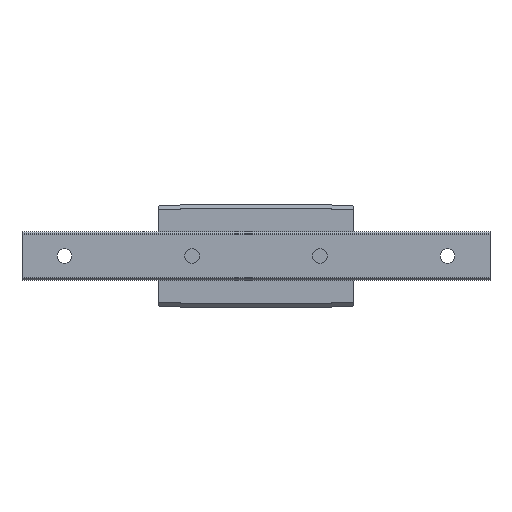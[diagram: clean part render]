
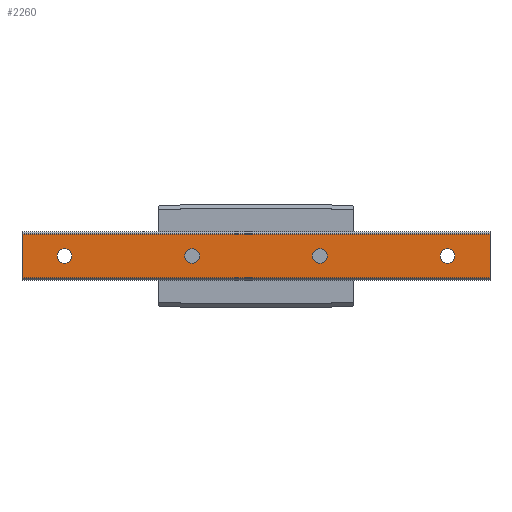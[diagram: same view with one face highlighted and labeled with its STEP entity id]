
A CAD part, front view. The second image highlights one B-rep face of the part: STEP entity #2260.
In plain terms, the highlighted planar face has unit normal (0, -1, 0).
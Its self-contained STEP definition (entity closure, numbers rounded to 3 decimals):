
#1384 = EDGE_CURVE( '', #3484, #1928, #3875, .T. );
#1812 = VERTEX_POINT( '', #4344 );
#1928 = VERTEX_POINT( '', #4472 );
#2094 = EDGE_CURVE( '', #2300, #2646, #4652, .T. );
#2208 = VERTEX_POINT( '', #4784 );
#2248 = VERTEX_POINT( '', #4829 );
#2260 = ADVANCED_FACE( '', ( #4843, #4844, #4845, #4846, #4847 ), #4848, .T. );
#2294 = EDGE_CURVE( '', #3202, #2700, #4888, .T. );
#2300 = VERTEX_POINT( '', #4894 );
#2536 = EDGE_CURVE( '', #1928, #3484, #5156, .T. );
#2646 = VERTEX_POINT( '', #5277 );
#2698 = EDGE_CURVE( '', #2880, #1812, #5334, .T. );
#2700 = VERTEX_POINT( '', #5336 );
#2792 = EDGE_CURVE( '', #2300, #2930, #5441, .T. );
#2842 = EDGE_CURVE( '', #2700, #3202, #5495, .T. );
#2880 = VERTEX_POINT( '', #5535 );
#2930 = VERTEX_POINT( '', #5594 );
#2964 = EDGE_CURVE( '', #1812, #2880, #5632, .T. );
#3076 = EDGE_CURVE( '', #2248, #3294, #5762, .T. );
#3112 = EDGE_CURVE( '', #2208, #2646, #5804, .T. );
#3202 = VERTEX_POINT( '', #5903 );
#3294 = VERTEX_POINT( '', #6000 );
#3484 = VERTEX_POINT( '', #6201 );
#3612 = EDGE_CURVE( '', #3294, #2248, #6337, .T. );
#3614 = EDGE_CURVE( '', #2930, #2208, #6339, .T. );
#3875 = CIRCLE( '', #6657, 3.5 );
#4344 = CARTESIAN_POINT( '', ( 176.5, 0., 0. ) );
#4472 = CARTESIAN_POINT( '', ( 116.5, 0., 0. ) );
#4652 = LINE( '', #7783, #7784 );
#4784 = CARTESIAN_POINT( '', ( 200., 0., -10.286 ) );
#4829 = CARTESIAN_POINT( '', ( 3.5, 0., 0. ) );
#4843 = FACE_BOUND( '', #8058, .T. );
#4844 = FACE_BOUND( '', #8059, .T. );
#4845 = FACE_BOUND( '', #8060, .T. );
#4846 = FACE_BOUND( '', #8061, .T. );
#4847 = FACE_OUTER_BOUND( '', #8062, .T. );
#4848 = PLANE( '', #8063 );
#4888 = CIRCLE( '', #8114, 3.5 );
#4894 = CARTESIAN_POINT( '', ( -20., 0., 10.286 ) );
#5156 = CIRCLE( '', #8487, 3.5 );
#5277 = CARTESIAN_POINT( '', ( 200., 0., 10.286 ) );
#5334 = CIRCLE( '', #8736, 3.5 );
#5336 = CARTESIAN_POINT( '', ( 63.5, 0., 0. ) );
#5441 = LINE( '', #8881, #8882 );
#5495 = CIRCLE( '', #8972, 3.5 );
#5535 = CARTESIAN_POINT( '', ( 183.5, 0., 0. ) );
#5594 = CARTESIAN_POINT( '', ( -20., 0., -10.286 ) );
#5632 = CIRCLE( '', #9147, 3.5 );
#5762 = CIRCLE( '', #9341, 3.5 );
#5804 = LINE( '', #9394, #9395 );
#5903 = CARTESIAN_POINT( '', ( 56.5, 0., 0. ) );
#6000 = CARTESIAN_POINT( '', ( -3.5, 0., 0. ) );
#6201 = CARTESIAN_POINT( '', ( 123.5, 0., 0. ) );
#6337 = CIRCLE( '', #10211, 3.5 );
#6339 = LINE( '', #10214, #10215 );
#6657 = AXIS2_PLACEMENT_3D( '', #10598, #10599, #10600 );
#7783 = CARTESIAN_POINT( '', ( -20., 0., 10.286 ) );
#7784 = VECTOR( '', #11445, 1. );
#8058 = EDGE_LOOP( '', ( #11715, #11716 ) );
#8059 = EDGE_LOOP( '', ( #11717, #11718 ) );
#8060 = EDGE_LOOP( '', ( #11719, #11720 ) );
#8061 = EDGE_LOOP( '', ( #11721, #11722 ) );
#8062 = EDGE_LOOP( '', ( #11723, #11724, #11725, #11726 ) );
#8063 = AXIS2_PLACEMENT_3D( '', #11727, #11728, #11729 );
#8114 = AXIS2_PLACEMENT_3D( '', #11778, #11779, #11780 );
#8487 = AXIS2_PLACEMENT_3D( '', #12080, #12081, #12082 );
#8736 = AXIS2_PLACEMENT_3D( '', #12276, #12277, #12278 );
#8881 = CARTESIAN_POINT( '', ( -20., 0., 10.286 ) );
#8882 = VECTOR( '', #12430, 1. );
#8972 = AXIS2_PLACEMENT_3D( '', #12498, #12499, #12500 );
#9147 = AXIS2_PLACEMENT_3D( '', #12710, #12711, #12712 );
#9341 = AXIS2_PLACEMENT_3D( '', #12901, #12902, #12903 );
#9394 = CARTESIAN_POINT( '', ( 200., 0., 10.286 ) );
#9395 = VECTOR( '', #12964, 1. );
#10211 = AXIS2_PLACEMENT_3D( '', #13435, #13436, #13437 );
#10214 = CARTESIAN_POINT( '', ( -20., 0., -10.286 ) );
#10215 = VECTOR( '', #13438, 1. );
#10598 = CARTESIAN_POINT( '', ( 120., 0., 0. ) );
#10599 = DIRECTION( '', ( 0., 1., 0. ) );
#10600 = DIRECTION( '', ( 1., 0., 0. ) );
#11445 = DIRECTION( '', ( 1., 0., 0. ) );
#11715 = ORIENTED_EDGE( '', *, *, #2842, .T. );
#11716 = ORIENTED_EDGE( '', *, *, #2294, .T. );
#11717 = ORIENTED_EDGE( '', *, *, #1384, .T. );
#11718 = ORIENTED_EDGE( '', *, *, #2536, .T. );
#11719 = ORIENTED_EDGE( '', *, *, #2698, .T. );
#11720 = ORIENTED_EDGE( '', *, *, #2964, .T. );
#11721 = ORIENTED_EDGE( '', *, *, #3076, .T. );
#11722 = ORIENTED_EDGE( '', *, *, #3612, .T. );
#11723 = ORIENTED_EDGE( '', *, *, #3112, .T. );
#11724 = ORIENTED_EDGE( '', *, *, #2094, .F. );
#11725 = ORIENTED_EDGE( '', *, *, #2792, .T. );
#11726 = ORIENTED_EDGE( '', *, *, #3614, .T. );
#11727 = CARTESIAN_POINT( '', ( -20., 0., -10.286 ) );
#11728 = DIRECTION( '', ( 0., -1., 0. ) );
#11729 = DIRECTION( '', ( 0., 0., -1. ) );
#11778 = CARTESIAN_POINT( '', ( 60., 0., 0. ) );
#11779 = DIRECTION( '', ( 0., 1., 0. ) );
#11780 = DIRECTION( '', ( 1., 0., 0. ) );
#12080 = CARTESIAN_POINT( '', ( 120., 0., 0. ) );
#12081 = DIRECTION( '', ( 0., 1., 0. ) );
#12082 = DIRECTION( '', ( 1., 0., 0. ) );
#12276 = CARTESIAN_POINT( '', ( 180., 0., 0. ) );
#12277 = DIRECTION( '', ( 0., 1., 0. ) );
#12278 = DIRECTION( '', ( 1., 0., 0. ) );
#12430 = DIRECTION( '', ( 0., 0., -1. ) );
#12498 = CARTESIAN_POINT( '', ( 60., 0., 0. ) );
#12499 = DIRECTION( '', ( 0., 1., 0. ) );
#12500 = DIRECTION( '', ( 1., 0., 0. ) );
#12710 = CARTESIAN_POINT( '', ( 180., 0., 0. ) );
#12711 = DIRECTION( '', ( 0., 1., 0. ) );
#12712 = DIRECTION( '', ( 1., 0., 0. ) );
#12901 = CARTESIAN_POINT( '', ( 0., 0., 0. ) );
#12902 = DIRECTION( '', ( 0., 1., 0. ) );
#12903 = DIRECTION( '', ( 1., 0., 0. ) );
#12964 = DIRECTION( '', ( 0., 0., 1. ) );
#13435 = CARTESIAN_POINT( '', ( 0., 0., 0. ) );
#13436 = DIRECTION( '', ( 0., 1., 0. ) );
#13437 = DIRECTION( '', ( 1., 0., 0. ) );
#13438 = DIRECTION( '', ( 1., 0., 0. ) );
